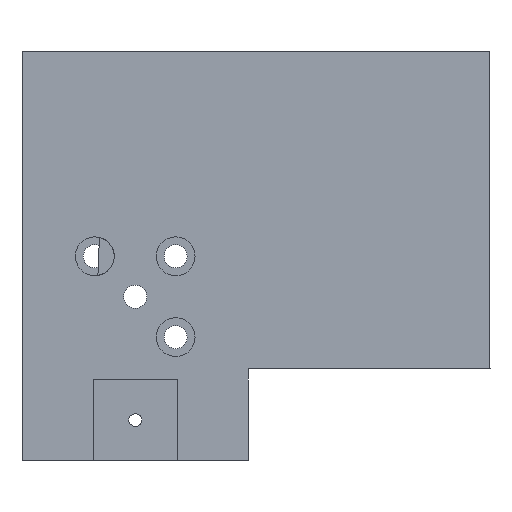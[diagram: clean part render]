
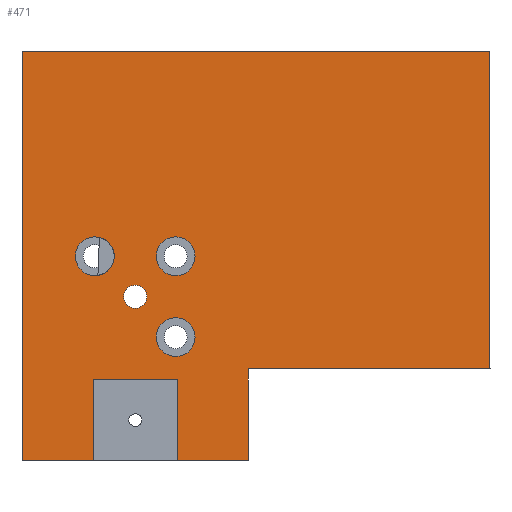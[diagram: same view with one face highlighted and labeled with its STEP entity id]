
A CAD part, front view. The second image highlights one B-rep face of the part: STEP entity #471.
In plain terms, the highlighted planar face has unit normal (0, -1, 0).
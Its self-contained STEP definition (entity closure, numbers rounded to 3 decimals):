
#31=FACE_BOUND('',#95,.T.);
#32=FACE_BOUND('',#96,.T.);
#33=FACE_BOUND('',#97,.T.);
#34=FACE_BOUND('',#98,.T.);
#45=CIRCLE('',#515,3.55);
#46=CIRCLE('',#516,6.);
#47=CIRCLE('',#517,6.);
#48=CIRCLE('',#518,6.);
#49=CIRCLE('',#519,6.);
#66=FACE_OUTER_BOUND('',#94,.T.);
#94=EDGE_LOOP('',(#329,#330,#331,#332,#333,#334,#335,#336,#337,#338));
#95=EDGE_LOOP('',(#339));
#96=EDGE_LOOP('',(#340,#341));
#97=EDGE_LOOP('',(#342));
#98=EDGE_LOOP('',(#343));
#138=LINE('',#715,#179);
#139=LINE('',#718,#180);
#140=LINE('',#720,#181);
#141=LINE('',#722,#182);
#142=LINE('',#724,#183);
#143=LINE('',#726,#184);
#144=LINE('',#728,#185);
#145=LINE('',#730,#186);
#146=LINE('',#732,#187);
#147=LINE('',#733,#188);
#179=VECTOR('',#570,10.);
#180=VECTOR('',#573,10.);
#181=VECTOR('',#574,10.);
#182=VECTOR('',#575,10.);
#183=VECTOR('',#576,10.);
#184=VECTOR('',#577,10.);
#185=VECTOR('',#578,10.);
#186=VECTOR('',#579,130.);
#187=VECTOR('',#580,10.);
#188=VECTOR('',#581,10.);
#218=VERTEX_POINT('',#709);
#220=VERTEX_POINT('',#713);
#221=VERTEX_POINT('',#717);
#222=VERTEX_POINT('',#719);
#223=VERTEX_POINT('',#721);
#224=VERTEX_POINT('',#723);
#225=VERTEX_POINT('',#725);
#226=VERTEX_POINT('',#727);
#227=VERTEX_POINT('',#729);
#228=VERTEX_POINT('',#731);
#229=VERTEX_POINT('',#734);
#230=VERTEX_POINT('',#736);
#231=VERTEX_POINT('',#737);
#232=VERTEX_POINT('',#740);
#233=VERTEX_POINT('',#742);
#264=EDGE_CURVE('',#218,#220,#138,.T.);
#265=EDGE_CURVE('',#220,#221,#139,.T.);
#266=EDGE_CURVE('',#221,#222,#140,.T.);
#267=EDGE_CURVE('',#222,#223,#141,.T.);
#268=EDGE_CURVE('',#223,#224,#142,.T.);
#269=EDGE_CURVE('',#224,#225,#143,.T.);
#270=EDGE_CURVE('',#226,#225,#144,.T.);
#271=EDGE_CURVE('',#227,#226,#145,.T.);
#272=EDGE_CURVE('',#227,#228,#146,.T.);
#273=EDGE_CURVE('',#228,#218,#147,.T.);
#274=EDGE_CURVE('',#229,#229,#45,.T.);
#275=EDGE_CURVE('',#230,#231,#46,.T.);
#276=EDGE_CURVE('',#231,#230,#47,.T.);
#277=EDGE_CURVE('',#232,#232,#48,.T.);
#278=EDGE_CURVE('',#233,#233,#49,.T.);
#329=ORIENTED_EDGE('',*,*,#264,.T.);
#330=ORIENTED_EDGE('',*,*,#265,.T.);
#331=ORIENTED_EDGE('',*,*,#266,.T.);
#332=ORIENTED_EDGE('',*,*,#267,.T.);
#333=ORIENTED_EDGE('',*,*,#268,.T.);
#334=ORIENTED_EDGE('',*,*,#269,.T.);
#335=ORIENTED_EDGE('',*,*,#270,.F.);
#336=ORIENTED_EDGE('',*,*,#271,.F.);
#337=ORIENTED_EDGE('',*,*,#272,.T.);
#338=ORIENTED_EDGE('',*,*,#273,.T.);
#339=ORIENTED_EDGE('',*,*,#274,.T.);
#340=ORIENTED_EDGE('',*,*,#275,.T.);
#341=ORIENTED_EDGE('',*,*,#276,.T.);
#342=ORIENTED_EDGE('',*,*,#277,.T.);
#343=ORIENTED_EDGE('',*,*,#278,.T.);
#454=PLANE('',#514);
#471=ADVANCED_FACE('',(#66,#31,#32,#33,#34),#454,.F.);
#514=AXIS2_PLACEMENT_3D('',#716,#571,#572);
#515=AXIS2_PLACEMENT_3D('',#735,#582,#583);
#516=AXIS2_PLACEMENT_3D('',#738,#584,#585);
#517=AXIS2_PLACEMENT_3D('',#739,#586,#587);
#518=AXIS2_PLACEMENT_3D('',#741,#588,#589);
#519=AXIS2_PLACEMENT_3D('',#743,#590,#591);
#570=DIRECTION('',(0.,0.,-1.));
#571=DIRECTION('center_axis',(0.,1.,0.));
#572=DIRECTION('ref_axis',(0.,0.,1.));
#573=DIRECTION('',(1.,0.,0.));
#574=DIRECTION('',(0.,0.,1.));
#575=DIRECTION('',(1.,0.,0.));
#576=DIRECTION('',(0.,0.,-1.));
#577=DIRECTION('',(1.,0.,0.));
#578=DIRECTION('',(0.,0.,-1.));
#579=DIRECTION('',(-1.,0.,0.));
#580=DIRECTION('',(0.,0.,1.));
#581=DIRECTION('',(-1.,0.,0.));
#582=DIRECTION('center_axis',(0.,1.,0.));
#583=DIRECTION('ref_axis',(1.,0.,0.));
#584=DIRECTION('center_axis',(0.,1.,0.));
#585=DIRECTION('ref_axis',(0.,0.,
-1.));
#586=DIRECTION('center_axis',(0.,1.,0.));
#587=DIRECTION('ref_axis',(0.,0.,
-1.));
#588=DIRECTION('center_axis',(0.,1.,0.));
#589=DIRECTION('ref_axis',(0.,0.,
-1.));
#590=DIRECTION('center_axis',(0.,1.,0.));
#591=DIRECTION('ref_axis',(0.999,0.,0.032));
#709=CARTESIAN_POINT('',(-27.799,-75.26,49.706));
#713=CARTESIAN_POINT('',(-27.799,-75.26,-76.89));
#715=CARTESIAN_POINT('',(-27.799,-75.26,-70.424));
#716=CARTESIAN_POINT('Origin',(2.201,-75.26,-63.954));
#717=CARTESIAN_POINT('',(-5.796,-75.26,-76.89));
#718=CARTESIAN_POINT('',(5.951,-75.26,-76.89));
#719=CARTESIAN_POINT('',(-5.796,-75.26,-51.795));
#720=CARTESIAN_POINT('',(-5.796,-75.26,-70.371));
#721=CARTESIAN_POINT('',(20.198,-75.26,-51.795));
#722=CARTESIAN_POINT('',(10.949,-75.26,-51.795));
#723=CARTESIAN_POINT('',(20.198,-75.26,-76.89));
#724=CARTESIAN_POINT('',(20.198,-75.26,-57.874));
#725=CARTESIAN_POINT('',(42.201,-75.26,-76.89));
#726=CARTESIAN_POINT('',(5.951,-75.26,-76.89));
#727=CARTESIAN_POINT('',(42.201,-75.26,-48.486));
#728=CARTESIAN_POINT('',(42.201,-75.26,-63.954));
#729=CARTESIAN_POINT('',(116.847,-75.26,-48.486));
#730=CARTESIAN_POINT('',(86.847,-75.26,-48.486));
#731=CARTESIAN_POINT('',(116.847,-75.26,49.706));
#732=CARTESIAN_POINT('',(116.847,-75.26,29.706));
#733=CARTESIAN_POINT('',(86.847,-75.26,49.706));
#734=CARTESIAN_POINT('',(3.651,-75.26,-26.179));
#735=CARTESIAN_POINT('Origin',(7.201,-75.26,-26.179));
#736=CARTESIAN_POINT('',(-5.299,-75.26,-7.679));
#737=CARTESIAN_POINT('',(-5.299,-75.26,-19.679));
#738=CARTESIAN_POINT('Origin',(-5.299,-75.26,-13.679));
#739=CARTESIAN_POINT('Origin',(-5.299,-75.26,-13.679));
#740=CARTESIAN_POINT('',(19.701,-75.26,-7.679));
#741=CARTESIAN_POINT('Origin',(19.701,-75.26,-13.679));
#742=CARTESIAN_POINT('',(13.701,-75.26,-38.679));
#743=CARTESIAN_POINT('Origin',(19.701,-75.26,-38.679));
